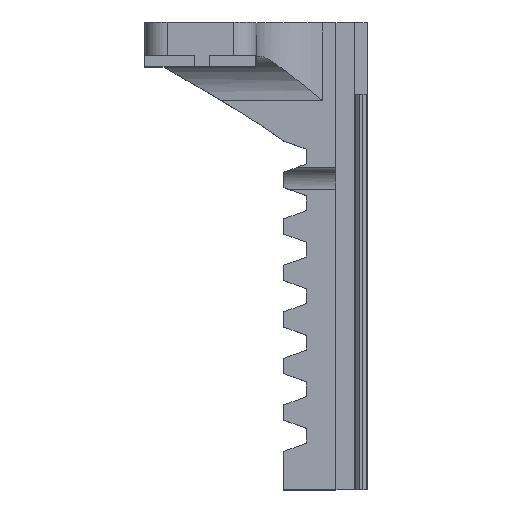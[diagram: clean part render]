
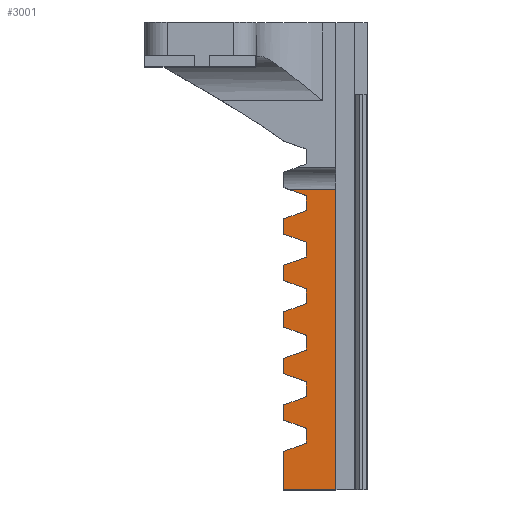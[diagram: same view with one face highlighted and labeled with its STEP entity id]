
A CAD part, top view. The second image highlights one B-rep face of the part: STEP entity #3001.
In plain terms, the highlighted planar face has unit normal (0, 0, 1).
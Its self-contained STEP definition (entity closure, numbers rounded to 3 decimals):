
#168=FACE_OUTER_BOUND('',#314,.T.);
#314=EDGE_LOOP('',(#2568,#2569,#2570,#2571,#2572,#2573,#2574,#2575,#2576,
#2577,#2578,#2579,#2580,#2581,#2582,#2583,#2584,#2585,#2586,#2587,#2588,
#2589,#2590,#2591,#2592,#2593,#2594));
#610=LINE('',#4537,#1021);
#614=LINE('',#4545,#1025);
#617=LINE('',#4551,#1028);
#620=LINE('',#4557,#1031);
#623=LINE('',#4563,#1034);
#626=LINE('',#4569,#1037);
#629=LINE('',#4575,#1040);
#632=LINE('',#4581,#1043);
#635=LINE('',#4587,#1046);
#650=LINE('',#4619,#1061);
#657=LINE('',#4636,#1068);
#660=LINE('',#4643,#1071);
#663=LINE('',#4649,#1074);
#666=LINE('',#4655,#1077);
#669=LINE('',#4661,#1080);
#672=LINE('',#4667,#1083);
#675=LINE('',#4673,#1086);
#678=LINE('',#4679,#1089);
#681=LINE('',#4685,#1092);
#684=LINE('',#4691,#1095);
#687=LINE('',#4697,#1098);
#690=LINE('',#4703,#1101);
#693=LINE('',#4709,#1104);
#696=LINE('',#4715,#1107);
#699=LINE('',#4720,#1110);
#701=LINE('',#4723,#1112);
#702=LINE('',#4725,#1113);
#1021=VECTOR('',#3686,10.);
#1025=VECTOR('',#3692,10.);
#1028=VECTOR('',#3697,10.);
#1031=VECTOR('',#3702,10.);
#1034=VECTOR('',#3707,10.);
#1037=VECTOR('',#3712,10.);
#1040=VECTOR('',#3717,10.);
#1043=VECTOR('',#3722,10.);
#1046=VECTOR('',#3727,10.);
#1061=VECTOR('',#3754,10.);
#1068=VECTOR('',#3775,10.);
#1071=VECTOR('',#3782,10.);
#1074=VECTOR('',#3787,10.);
#1077=VECTOR('',#3792,10.);
#1080=VECTOR('',#3797,10.);
#1083=VECTOR('',#3802,10.);
#1086=VECTOR('',#3807,10.);
#1089=VECTOR('',#3812,10.);
#1092=VECTOR('',#3817,10.);
#1095=VECTOR('',#3822,10.);
#1098=VECTOR('',#3827,10.);
#1101=VECTOR('',#3832,10.);
#1104=VECTOR('',#3837,10.);
#1107=VECTOR('',#3842,10.);
#1110=VECTOR('',#3847,10.);
#1112=VECTOR('',#3851,10.);
#1113=VECTOR('',#3854,10.);
#1358=VERTEX_POINT('',#4535);
#1359=VERTEX_POINT('',#4536);
#1362=VERTEX_POINT('',#4544);
#1364=VERTEX_POINT('',#4550);
#1366=VERTEX_POINT('',#4556);
#1368=VERTEX_POINT('',#4562);
#1370=VERTEX_POINT('',#4568);
#1372=VERTEX_POINT('',#4574);
#1374=VERTEX_POINT('',#4580);
#1376=VERTEX_POINT('',#4586);
#1386=VERTEX_POINT('',#4616);
#1387=VERTEX_POINT('',#4618);
#1389=VERTEX_POINT('',#4634);
#1390=VERTEX_POINT('',#4635);
#1392=VERTEX_POINT('',#4642);
#1394=VERTEX_POINT('',#4648);
#1396=VERTEX_POINT('',#4654);
#1398=VERTEX_POINT('',#4660);
#1400=VERTEX_POINT('',#4666);
#1402=VERTEX_POINT('',#4672);
#1404=VERTEX_POINT('',#4678);
#1406=VERTEX_POINT('',#4684);
#1408=VERTEX_POINT('',#4690);
#1410=VERTEX_POINT('',#4696);
#1412=VERTEX_POINT('',#4702);
#1414=VERTEX_POINT('',#4708);
#1416=VERTEX_POINT('',#4714);
#1733=EDGE_CURVE('',#1358,#1359,#610,.T.);
#1737=EDGE_CURVE('',#1362,#1358,#614,.T.);
#1740=EDGE_CURVE('',#1364,#1362,#617,.T.);
#1743=EDGE_CURVE('',#1366,#1364,#620,.T.);
#1746=EDGE_CURVE('',#1368,#1366,#623,.T.);
#1749=EDGE_CURVE('',#1370,#1368,#626,.T.);
#1752=EDGE_CURVE('',#1372,#1370,#629,.T.);
#1755=EDGE_CURVE('',#1374,#1372,#632,.T.);
#1758=EDGE_CURVE('',#1376,#1374,#635,.T.);
#1774=EDGE_CURVE('',#1386,#1387,#650,.T.);
#1783=EDGE_CURVE('',#1389,#1390,#657,.T.);
#1787=EDGE_CURVE('',#1392,#1389,#660,.T.);
#1790=EDGE_CURVE('',#1394,#1392,#663,.T.);
#1793=EDGE_CURVE('',#1396,#1394,#666,.T.);
#1796=EDGE_CURVE('',#1398,#1396,#669,.T.);
#1799=EDGE_CURVE('',#1400,#1398,#672,.T.);
#1802=EDGE_CURVE('',#1402,#1400,#675,.T.);
#1805=EDGE_CURVE('',#1404,#1402,#678,.T.);
#1808=EDGE_CURVE('',#1406,#1404,#681,.T.);
#1811=EDGE_CURVE('',#1408,#1406,#684,.T.);
#1814=EDGE_CURVE('',#1410,#1408,#687,.T.);
#1817=EDGE_CURVE('',#1412,#1410,#690,.T.);
#1820=EDGE_CURVE('',#1414,#1412,#693,.T.);
#1823=EDGE_CURVE('',#1416,#1414,#696,.T.);
#1826=EDGE_CURVE('',#1359,#1416,#699,.T.);
#1828=EDGE_CURVE('',#1386,#1390,#701,.T.);
#1829=EDGE_CURVE('',#1387,#1376,#702,.T.);
#2568=ORIENTED_EDGE('',*,*,#1774,.F.);
#2569=ORIENTED_EDGE('',*,*,#1828,.T.);
#2570=ORIENTED_EDGE('',*,*,#1783,.F.);
#2571=ORIENTED_EDGE('',*,*,#1787,.F.);
#2572=ORIENTED_EDGE('',*,*,#1790,.F.);
#2573=ORIENTED_EDGE('',*,*,#1793,.F.);
#2574=ORIENTED_EDGE('',*,*,#1796,.F.);
#2575=ORIENTED_EDGE('',*,*,#1799,.F.);
#2576=ORIENTED_EDGE('',*,*,#1802,.F.);
#2577=ORIENTED_EDGE('',*,*,#1805,.F.);
#2578=ORIENTED_EDGE('',*,*,#1808,.F.);
#2579=ORIENTED_EDGE('',*,*,#1811,.F.);
#2580=ORIENTED_EDGE('',*,*,#1814,.F.);
#2581=ORIENTED_EDGE('',*,*,#1817,.F.);
#2582=ORIENTED_EDGE('',*,*,#1820,.F.);
#2583=ORIENTED_EDGE('',*,*,#1823,.F.);
#2584=ORIENTED_EDGE('',*,*,#1826,.F.);
#2585=ORIENTED_EDGE('',*,*,#1733,.F.);
#2586=ORIENTED_EDGE('',*,*,#1737,.F.);
#2587=ORIENTED_EDGE('',*,*,#1740,.F.);
#2588=ORIENTED_EDGE('',*,*,#1743,.F.);
#2589=ORIENTED_EDGE('',*,*,#1746,.F.);
#2590=ORIENTED_EDGE('',*,*,#1749,.F.);
#2591=ORIENTED_EDGE('',*,*,#1752,.F.);
#2592=ORIENTED_EDGE('',*,*,#1755,.F.);
#2593=ORIENTED_EDGE('',*,*,#1758,.F.);
#2594=ORIENTED_EDGE('',*,*,#1829,.F.);
#2857=PLANE('',#3177);
#3001=ADVANCED_FACE('',(#168),#2857,.F.);
#3177=AXIS2_PLACEMENT_3D('',#4724,#3852,#3853);
#3686=DIRECTION('',(0.,1.,0.));
#3692=DIRECTION('',(-0.94,0.342,0.));
#3697=DIRECTION('',(0.,1.,0.));
#3702=DIRECTION('',(0.94,0.342,0.));
#3707=DIRECTION('',(0.,1.,0.));
#3712=DIRECTION('',(-0.94,0.342,0.));
#3717=DIRECTION('',(0.,1.,0.));
#3722=DIRECTION('',(0.94,0.342,0.));
#3727=DIRECTION('',(0.,1.,0.));
#3754=DIRECTION('',(0.,-1.,0.));
#3775=DIRECTION('',(-0.94,0.342,0.));
#3782=DIRECTION('',(0.,1.,0.));
#3787=DIRECTION('',(0.94,0.342,0.));
#3792=DIRECTION('',(0.,1.,0.));
#3797=DIRECTION('',(-0.94,0.342,0.));
#3802=DIRECTION('',(0.,1.,0.));
#3807=DIRECTION('',(0.94,0.342,0.));
#3812=DIRECTION('',(0.,1.,0.));
#3817=DIRECTION('',(-0.94,0.342,0.));
#3822=DIRECTION('',(0.,1.,0.));
#3827=DIRECTION('',(0.94,0.342,0.));
#3832=DIRECTION('',(0.,1.,0.));
#3837=DIRECTION('',(-0.94,0.342,0.));
#3842=DIRECTION('',(0.,1.,0.));
#3847=DIRECTION('',(0.94,0.342,0.));
#3851=DIRECTION('',(-1.,0.,0.));
#3852=DIRECTION('center_axis',(0.,0.,
-1.));
#3853=DIRECTION('ref_axis',(0.,1.,0.));
#3854=DIRECTION('',(-1.,0.,0.));
#4535=CARTESIAN_POINT('',(0.,11.479,4.867));
#4536=CARTESIAN_POINT('',(0.,12.842,4.867));
#4537=CARTESIAN_POINT('',(0.,1.449,4.867));
#4544=CARTESIAN_POINT('',(2.052,10.732,4.867));
#4545=CARTESIAN_POINT('',(3.534,10.193,4.867));
#4550=CARTESIAN_POINT('',(2.052,9.4,4.867));
#4551=CARTESIAN_POINT('',(2.052,0.395,4.867));
#4556=CARTESIAN_POINT('',(0.,8.653,4.867));
#4557=CARTESIAN_POINT('',(-1.871,7.972,4.867));
#4562=CARTESIAN_POINT('',(0.,7.29,4.867));
#4563=CARTESIAN_POINT('',(0.,-0.645,4.867));
#4568=CARTESIAN_POINT('',(2.052,6.544,4.867));
#4569=CARTESIAN_POINT('',(2.861,6.249,4.867));
#4574=CARTESIAN_POINT('',(2.052,5.211,4.867));
#4575=CARTESIAN_POINT('',(2.052,-1.7,4.867));
#4580=CARTESIAN_POINT('',(0.,4.465,4.867));
#4581=CARTESIAN_POINT('',(-1.198,4.029,4.867));
#4586=CARTESIAN_POINT('',(0.,1.,4.867));
#4587=CARTESIAN_POINT('',(0.,-2.739,4.867));
#4616=CARTESIAN_POINT('',(4.707,28.057,4.867));
#4618=CARTESIAN_POINT('',(4.707,1.,4.867));
#4619=CARTESIAN_POINT('',(4.707,-4.972,4.867));
#4634=CARTESIAN_POINT('',(2.052,27.488,4.867));
#4635=CARTESIAN_POINT('',(0.488,28.057,4.867));
#4636=CARTESIAN_POINT('',(6.226,25.968,4.867));
#4642=CARTESIAN_POINT('',(2.052,26.155,4.867));
#4643=CARTESIAN_POINT('',(2.052,8.772,4.867));
#4648=CARTESIAN_POINT('',(0.,25.409,4.867));
#4649=CARTESIAN_POINT('',(-4.563,23.748,4.867));
#4654=CARTESIAN_POINT('',(0.,24.046,4.867));
#4655=CARTESIAN_POINT('',(0.,7.733,4.867));
#4660=CARTESIAN_POINT('',(2.052,23.299,4.867));
#4661=CARTESIAN_POINT('',(5.553,22.024,4.867));
#4666=CARTESIAN_POINT('',(2.052,21.967,4.867));
#4667=CARTESIAN_POINT('',(2.052,6.678,4.867));
#4672=CARTESIAN_POINT('',(0.,21.22,4.867));
#4673=CARTESIAN_POINT('',(-3.89,19.804,4.867));
#4678=CARTESIAN_POINT('',(0.,19.857,4.867));
#4679=CARTESIAN_POINT('',(0.,5.638,4.867));
#4684=CARTESIAN_POINT('',(2.052,19.11,4.867));
#4685=CARTESIAN_POINT('',(4.88,18.081,4.867));
#4690=CARTESIAN_POINT('',(2.052,17.778,4.867));
#4691=CARTESIAN_POINT('',(2.052,4.583,4.867));
#4696=CARTESIAN_POINT('',(0.,17.031,4.867));
#4697=CARTESIAN_POINT('',(-3.217,15.86,4.867));
#4702=CARTESIAN_POINT('',(0.,15.668,4.867));
#4703=CARTESIAN_POINT('',(0.,3.544,4.867));
#4708=CARTESIAN_POINT('',(2.052,14.921,4.867));
#4709=CARTESIAN_POINT('',(4.207,14.137,4.867));
#4714=CARTESIAN_POINT('',(2.052,13.589,4.867));
#4715=CARTESIAN_POINT('',(2.052,2.489,4.867));
#4720=CARTESIAN_POINT('',(-2.544,11.916,4.867));
#4723=CARTESIAN_POINT('',(0.207,28.057,4.867));
#4724=CARTESIAN_POINT('Origin',(0.207,-9.943,4.867));
#4725=CARTESIAN_POINT('',(1.28,1.,4.867));
